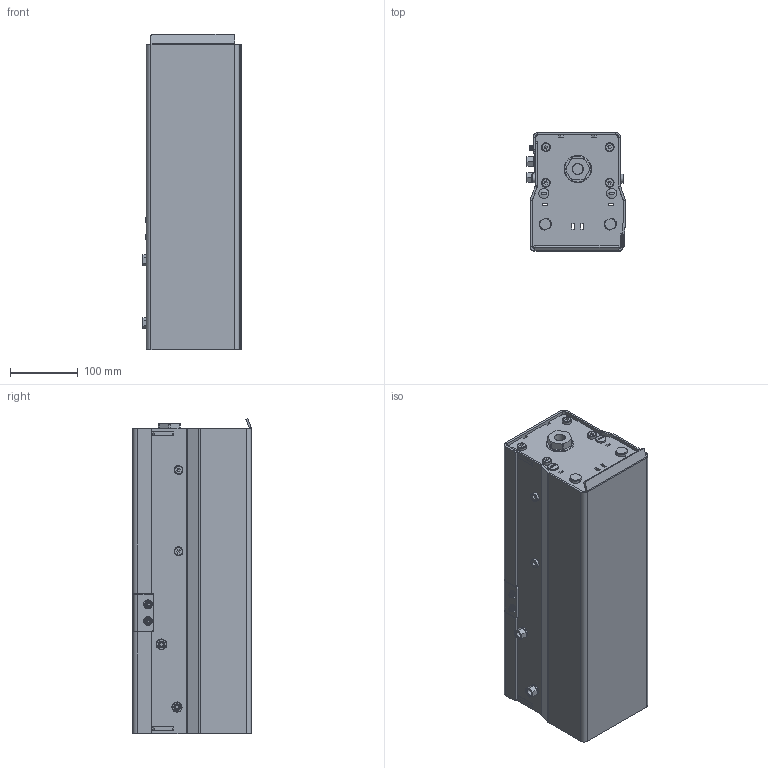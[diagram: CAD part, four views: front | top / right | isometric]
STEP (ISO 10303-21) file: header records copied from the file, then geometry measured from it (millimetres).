
FILE_DESCRIPTION(/* description */ (''),/* implementation_level */ '2;1');
FILE_NAME(/* name */ 'TPSP124501.stp',/* time_stamp */ '2021-08-30T12:24:34+02:00',/* author */ ('pb'),/* organization */ (''),/* preprocessor_version */ 'ST-DEVELOPER v18.1',/* originating_system */ 'Autodesk Inventor 2021',/* authorisation */ '');
FILE_SCHEMA (('AUTOMOTIVE_DESIGN { 1 0 10303 214 3 1 1 }'));
Length unit declared in the file: millimetre
Products named in the file (1): TPSP124501
Bounding box: 145.24 x 174.6 x 465.15 mm (x, y, z)
Volume: 1150718.9 mm3; surface area: 725204.3 mm2
Topology: 42 solids, 42 shells, 1050 faces, 2481 edges, 1588 vertices
Faces by surface type: plane 586, cylinder 258, cone 146, torus 54, bspline 5, sphere 1
Full cylindrical faces by diameter (mm): 1 x6, 2.9 x2, 4.134 x2, 5 x2, 5.3 x2, 5.5 x6, 5.8 x2, 6.5 x4, 6.6 x2, 6.647 x1, 6.9 x2, 7 x10, 7.8 x4, 8 x18, 8.2 x8, 8.5 x4, 8.566 x2, 9.728 x2, 10 x16, 10.25 x4, 10.4 x4, 10.8 x4, 11 x6, 12 x8, 13 x16, 14.8 x4, 15 x6, 15.5 x1, 16 x4, 33 x2
Entity records: 30737 total; most frequent: CARTESIAN_POINT 6318, DIRECTION 5086, ORIENTED_EDGE 4934, EDGE_CURVE 2467, AXIS2_PLACEMENT_3D 1867, VERTEX_POINT 1588, LINE 1352, VECTOR 1352
